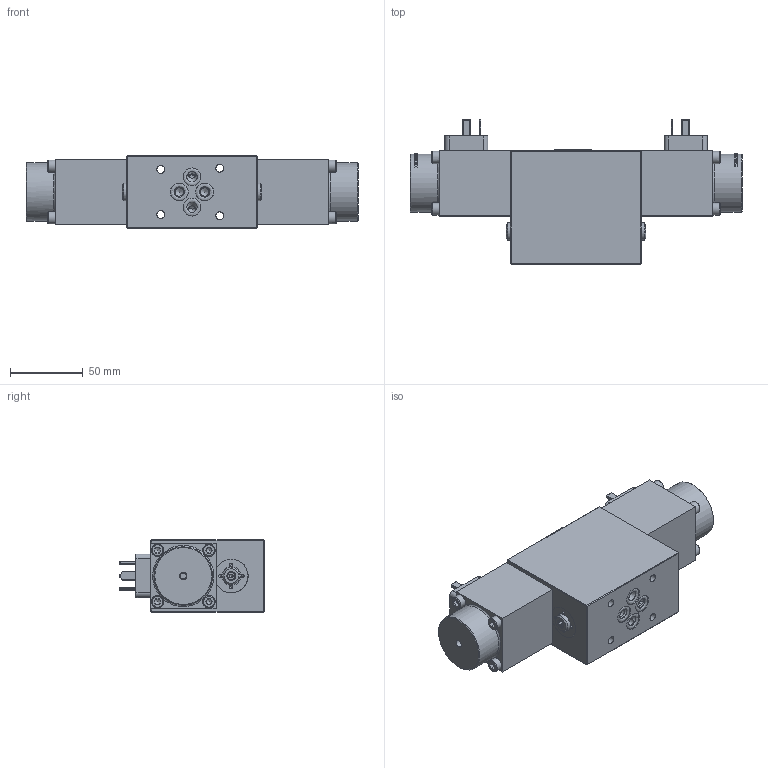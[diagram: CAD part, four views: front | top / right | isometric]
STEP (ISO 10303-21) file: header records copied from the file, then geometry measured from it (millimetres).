
FILE_DESCRIPTION (( 'STEP AP214' ), '1' );
FILE_NAME ('WV700-6-4_3-G-2ERV.STEP', '2022-12-09T14:31:11', ( '' ), ( '' ), 'SwSTEP 2.0', 'SolidWorks 2020', '' );
FILE_SCHEMA (( 'AUTOMOTIVE_DESIGN' ));
Length unit declared in the file: millimetre
Products named in the file (1): WV700-6-4_3-G-2ERV
Bounding box: 228 x 99 x 50 mm (x, y, z)
Volume: 602378.9 mm3; surface area: 79169.5 mm2
Topology: 1 solids, 7 shells, 1800 faces, 4659 edges, 2992 vertices
Faces by surface type: plane 920, bspline 493, cylinder 312, cone 75
Full cylindrical faces by diameter (mm): 2.1 x8, 2.8 x2, 4.2 x2, 4.8 x4, 4.95 x2, 5 x4, 5.3 x4, 5.5 x8, 5.8 x7, 6 x12, 6.06 x3, 6.466 x2, 6.75 x1, 6.8 x2, 8.5 x8, 9.18 x1, 9.193 x1, 9.413 x1, 9.538 x1, 9.906 x1, 9.934 x1, 10.002 x1, 10.2 x1, 12 x2, 12.35 x4, 13 x2, 17.625 x2, 19 x2, 20.469 x1, 20.47 x1
Entity records: 76980 total; most frequent: CARTESIAN_POINT 36079, ORIENTED_EDGE 8666, DIRECTION 6825, EDGE_CURVE 4333, VERTEX_POINT 2884, VECTOR 2401, LINE 2401, AXIS2_PLACEMENT_3D 2212
